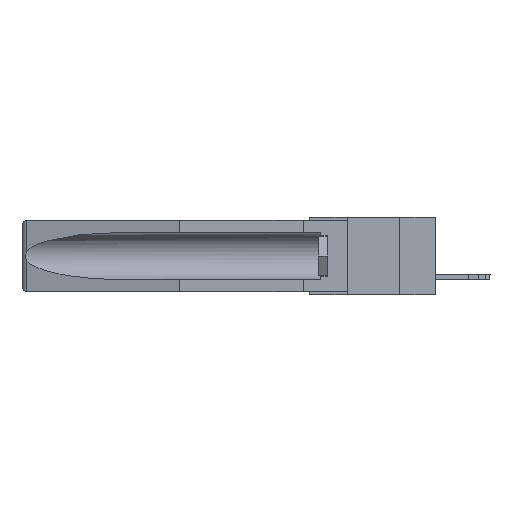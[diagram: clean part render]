
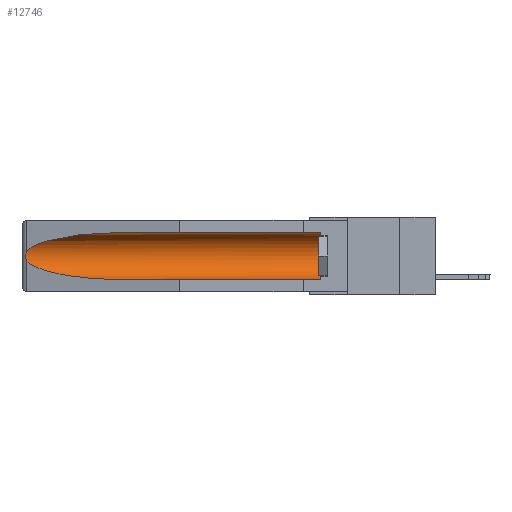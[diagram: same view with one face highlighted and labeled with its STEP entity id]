
A CAD part, left-side view. The second image highlights one B-rep face of the part: STEP entity #12746.
In plain terms, the highlighted cylindrical face has radius 2.857 mm (diameter 5.715 mm), a partial arc.
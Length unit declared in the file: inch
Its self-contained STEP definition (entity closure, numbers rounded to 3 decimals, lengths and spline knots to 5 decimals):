
#168 = EDGE_CURVE ( 'NONE', #3218, #17208, #18050, .T. ) ;
#452 = CARTESIAN_POINT ( 'NONE',  ( 0.26537, 1.52718, -0.19328 ) ) ;
#607 = ORIENTED_EDGE ( 'NONE', *, *, #2162, .T. ) ;
#944 =( BOUNDED_CURVE ( )  B_SPLINE_CURVE ( 3, ( #11839, #7008, #16870, #6942 ),
 .UNSPECIFIED., .F., .F. ) 
 B_SPLINE_CURVE_WITH_KNOTS ( ( 4, 4 ),
 ( 4.71239, 6.08839 ),
 .UNSPECIFIED. ) 
 CURVE ( )  GEOMETRIC_REPRESENTATION_ITEM ( )  RATIONAL_B_SPLINE_CURVE ( ( 1., 0.848, 0.848, 1. ) ) 
 REPRESENTATION_ITEM ( '' )  );
#1378 = CARTESIAN_POINT ( 'NONE',  ( 0.155, 0.126, -0.284 ) ) ;
#1760 = AXIS2_PLACEMENT_3D ( 'NONE', #18919, #2467, #4179 ) ;
#2162 = EDGE_CURVE ( 'NONE', #2543, #14932, #8619, .T. ) ;
#2467 = DIRECTION ( 'NONE',  ( 0., -1., 0. ) ) ;
#2501 = EDGE_CURVE ( 'NONE', #3218, #16278, #18686, .T. ) ;
#2543 = VERTEX_POINT ( 'NONE', #6073 ) ;
#2768 = CARTESIAN_POINT ( 'NONE',  ( 0.155, -0.30754, -0.1715 ) ) ;
#2781 = EDGE_CURVE ( 'NONE', #6166, #2543, #944, .T. ) ;
#2850 = CARTESIAN_POINT ( 'NONE',  ( 0.26537, 1.52718, -0.14972 ) ) ;
#3218 = VERTEX_POINT ( 'NONE', #1378 ) ;
#4179 = DIRECTION ( 'NONE',  ( 0., 0., 1. ) ) ;
#4481 = CARTESIAN_POINT ( 'NONE',  ( 0.26655, 1.53094, -0.18657 ) ) ;
#4559 = DIRECTION ( 'NONE',  ( 0., 1., 0. ) ) ;
#4769 = ORIENTED_EDGE ( 'NONE', *, *, #2781, .T. ) ;
#5057 = CARTESIAN_POINT ( 'NONE',  ( 0.25451, 1.48313, -0.24835 ) ) ;
#5606 = ORIENTED_EDGE ( 'NONE', *, *, #168, .F. ) ;
#5944 = CARTESIAN_POINT ( 'NONE',  ( 0.155, -0.30754, -0.284 ) ) ;
#6073 = CARTESIAN_POINT ( 'NONE',  ( 0.26537, 1.52718, -0.14972 ) ) ;
#6150 = DIRECTION ( 'NONE',  ( 0., 0., 1. ) ) ;
#6157 = CARTESIAN_POINT ( 'NONE',  ( 0.26537, 1.52718, -0.19328 ) ) ;
#6166 = VERTEX_POINT ( 'NONE', #15391 ) ;
#6942 = CARTESIAN_POINT ( 'NONE',  ( 0.26537, 1.52718, -0.14972 ) ) ;
#7008 = CARTESIAN_POINT ( 'NONE',  ( 0.21114, 1.30732, -0.059 ) ) ;
#7436 = VECTOR ( 'NONE', #4559, 39.37008 ) ;
#7667 = EDGE_CURVE ( 'NONE', #16278, #6166, #12364, .T. ) ;
#7676 = CARTESIAN_POINT ( 'NONE',  ( 0.2673, 1.53269, -0.17917 ) ) ;
#8432 = AXIS2_PLACEMENT_3D ( 'NONE', #2768, #9560, #6150 ) ;
#8619 = B_SPLINE_CURVE_WITH_KNOTS ( 'NONE', 3,
 ( #2850, #12832, #19213, #9569, #12750, #12669, #7676, #4481, #16109, #6157 ),
 .UNSPECIFIED., .F., .F.,
 ( 4, 2, 2, 2, 4 ),
 ( 0., 0.00029, 0.00058, 0.00087, 0.00117 ),
 .UNSPECIFIED. ) ;
#9560 = DIRECTION ( 'NONE',  ( 0., 1., 0. ) ) ;
#9569 = CARTESIAN_POINT ( 'NONE',  ( 0.2673, 1.5327, -0.16383 ) ) ;
#10057 = CARTESIAN_POINT ( 'NONE',  ( 0.155, 0.126, -0.059 ) ) ;
#11839 = CARTESIAN_POINT ( 'NONE',  ( 0.155, 1.07973, -0.059 ) ) ;
#11860 = CARTESIAN_POINT ( 'NONE',  ( 0.155, 1.07973, -0.284 ) ) ;
#12008 = CARTESIAN_POINT ( 'NONE',  ( 0.21114, 1.30732, -0.284 ) ) ;
#12120 = ORIENTED_EDGE ( 'NONE', *, *, #2501, .T. ) ;
#12364 = LINE ( 'NONE', #17941, #7436 ) ;
#12383 = CYLINDRICAL_SURFACE ( 'NONE', #8432, 0.1125 ) ;
#12669 = CARTESIAN_POINT ( 'NONE',  ( 0.2675, 1.53308, -0.17534 ) ) ;
#12746 = ADVANCED_FACE ( 'NONE', ( #16038 ), #12383, .F. ) ;
#12750 = CARTESIAN_POINT ( 'NONE',  ( 0.2675, 1.53308, -0.16763 ) ) ;
#12832 = CARTESIAN_POINT ( 'NONE',  ( 0.26597, 1.52961, -0.15275 ) ) ;
#13416 = EDGE_CURVE ( 'NONE', #14932, #17208, #16231, .T. ) ;
#13620 = VECTOR ( 'NONE', #17502, 39.37008 ) ;
#14932 = VERTEX_POINT ( 'NONE', #17978 ) ;
#15391 = CARTESIAN_POINT ( 'NONE',  ( 0.155, 1.07973, -0.059 ) ) ;
#16038 = FACE_OUTER_BOUND ( 'NONE', #18774, .T. ) ;
#16109 = CARTESIAN_POINT ( 'NONE',  ( 0.26597, 1.5296, -0.19026 ) ) ;
#16231 =( BOUNDED_CURVE ( )  B_SPLINE_CURVE ( 3, ( #452, #5057, #12008, #11860 ),
 .UNSPECIFIED., .F., .F. ) 
 B_SPLINE_CURVE_WITH_KNOTS ( ( 4, 4 ),
 ( 0.1948, 1.5708 ),
 .UNSPECIFIED. ) 
 CURVE ( )  GEOMETRIC_REPRESENTATION_ITEM ( )  RATIONAL_B_SPLINE_CURVE ( ( 1., 0.848, 0.848, 1. ) ) 
 REPRESENTATION_ITEM ( '' )  );
#16278 = VERTEX_POINT ( 'NONE', #10057 ) ;
#16617 = CARTESIAN_POINT ( 'NONE',  ( 0.155, 1.07973, -0.284 ) ) ;
#16870 = CARTESIAN_POINT ( 'NONE',  ( 0.25451, 1.48313, -0.09465 ) ) ;
#17208 = VERTEX_POINT ( 'NONE', #16617 ) ;
#17502 = DIRECTION ( 'NONE',  ( 0., 1., 0. ) ) ;
#17630 = ORIENTED_EDGE ( 'NONE', *, *, #13416, .T. ) ;
#17941 = CARTESIAN_POINT ( 'NONE',  ( 0.155, -0.30754, -0.059 ) ) ;
#17978 = CARTESIAN_POINT ( 'NONE',  ( 0.26537, 1.52718, -0.19328 ) ) ;
#18050 = LINE ( 'NONE', #5944, #13620 ) ;
#18686 = CIRCLE ( 'NONE', #1760, 0.1125 ) ;
#18774 = EDGE_LOOP ( 'NONE', ( #4769, #607, #17630, #5606, #12120, #20742 ) ) ;
#18919 = CARTESIAN_POINT ( 'NONE',  ( 0.155, 0.126, -0.1715 ) ) ;
#19213 = CARTESIAN_POINT ( 'NONE',  ( 0.26654, 1.53092, -0.15636 ) ) ;
#20742 = ORIENTED_EDGE ( 'NONE', *, *, #7667, .T. ) ;
